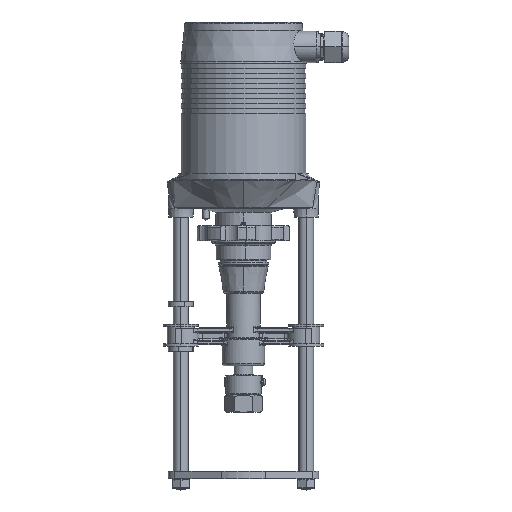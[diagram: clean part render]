
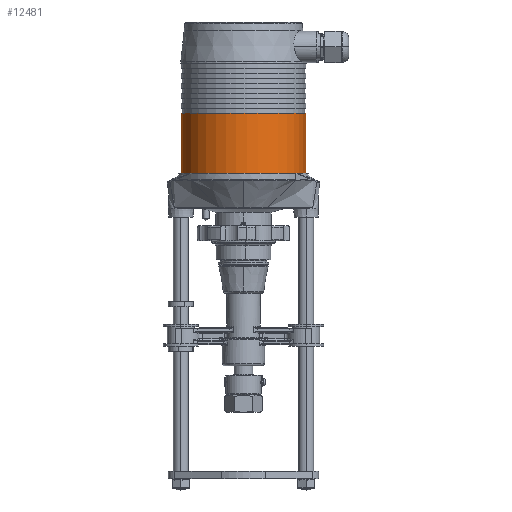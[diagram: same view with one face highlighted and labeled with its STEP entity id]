
A CAD part, top view. The second image highlights one B-rep face of the part: STEP entity #12481.
In plain terms, the highlighted cylindrical face has radius 50 mm (diameter 100 mm), a partial arc.
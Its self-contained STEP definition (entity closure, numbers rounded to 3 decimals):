
#5482 = AXIS2_PLACEMENT_3D ( 'NONE', #6572, #6573, #6574 ) ;
#5483 = AXIS2_PLACEMENT_3D ( 'NONE', #6575, #6576, #6577 ) ;
#6559 = DIRECTION ( 'NONE',  ( 0., 1., 0. ) ) ;
#6560 = CARTESIAN_POINT ( 'NONE',  ( -50., 48.933, 0. ) ) ;
#6570 = DIRECTION ( 'NONE',  ( 0., 1., 0. ) ) ;
#6571 = CARTESIAN_POINT ( 'NONE',  ( 50., 48.933, 0. ) ) ;
#6572 = CARTESIAN_POINT ( 'NONE',  ( 0., 28.933, 0. ) ) ;
#6573 = DIRECTION ( 'NONE',  ( 0., 1., 0. ) ) ;
#6574 = DIRECTION ( 'NONE',  ( -1., 0., 0. ) ) ;
#6575 = CARTESIAN_POINT ( 'NONE',  ( 0., 78.933, 0. ) ) ;
#6576 = DIRECTION ( 'NONE',  ( 0., -1., 0. ) ) ;
#6577 = DIRECTION ( 'NONE',  ( -1., 0., 0. ) ) ;
#12481 = ADVANCED_FACE ( 'NONE', ( #15927 ), #15928, .T. ) ;
#15927 = FACE_OUTER_BOUND ( 'NONE', #39340, .T. ) ;
#15928 = CYLINDRICAL_SURFACE ( 'NONE', #31813, 50. ) ;
#19030 = ORIENTED_EDGE ( 'NONE', *, *, #28330, .T. ) ;
#19032 = ORIENTED_EDGE ( 'NONE', *, *, #28331, .T. ) ;
#19034 = ORIENTED_EDGE ( 'NONE', *, *, #28332, .T. ) ;
#19036 = ORIENTED_EDGE ( 'NONE', *, *, #28333, .F. ) ;
#21678 = CARTESIAN_POINT ( 'NONE',  ( -50., 28.933, 0. ) ) ;
#21683 = CARTESIAN_POINT ( 'NONE',  ( 50., 28.933, 0. ) ) ;
#21689 = CARTESIAN_POINT ( 'NONE',  ( 50., 78.933, 0. ) ) ;
#21691 = CARTESIAN_POINT ( 'NONE',  ( -50., 78.933, 0. ) ) ;
#28330 = EDGE_CURVE ( 'NONE', #40741, #40744, #47463, .T. ) ;
#28331 = EDGE_CURVE ( 'NONE', #40744, #40747, #47467, .T. ) ;
#28332 = EDGE_CURVE ( 'NONE', #40747, #40748, #47471, .T. ) ;
#28333 = EDGE_CURVE ( 'NONE', #40741, #40748, #47475, .T. ) ;
#31813 = AXIS2_PLACEMENT_3D ( 'NONE', #44072, #44074, #44044 ) ;
#39340 = EDGE_LOOP ( 'NONE', ( #19030, #19032, #19034, #19036 ) ) ;
#40741 = VERTEX_POINT ( 'NONE', #21678 ) ;
#40744 = VERTEX_POINT ( 'NONE', #21683 ) ;
#40747 = VERTEX_POINT ( 'NONE', #21689 ) ;
#40748 = VERTEX_POINT ( 'NONE', #21691 ) ;
#44044 = DIRECTION ( 'NONE',  ( -1., 0., 0. ) ) ;
#44072 = CARTESIAN_POINT ( 'NONE',  ( 0., 48.933, 0. ) ) ;
#44074 = DIRECTION ( 'NONE',  ( 0., 1., 0. ) ) ;
#47463 = CIRCLE ( 'NONE', #5482, 50. ) ;
#47467 = LINE ( 'NONE', #6571, #47473 ) ;
#47471 = CIRCLE ( 'NONE', #5483, 50. ) ;
#47473 = VECTOR ( 'NONE', #6559, 1000. ) ;
#47475 = LINE ( 'NONE', #6560, #47479 ) ;
#47479 = VECTOR ( 'NONE', #6570, 1000. ) ;
